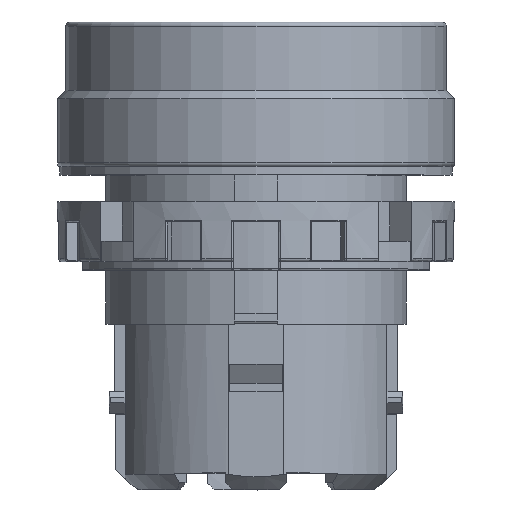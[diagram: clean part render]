
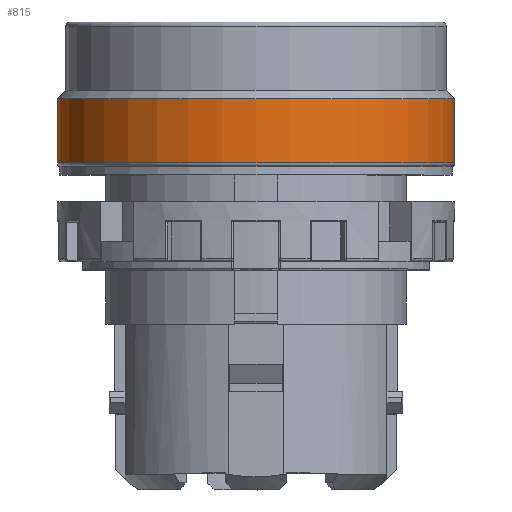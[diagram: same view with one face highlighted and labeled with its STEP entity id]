
A CAD part, top view. The second image highlights one B-rep face of the part: STEP entity #815.
In plain terms, the highlighted cylindrical face has radius 14.4 mm (diameter 28.8 mm), a full revolution.
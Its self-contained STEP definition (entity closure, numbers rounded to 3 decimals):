
#815 = ADVANCED_FACE( '', ( #1865, #1866 ), #1867, .T. );
#1865 = FACE_OUTER_BOUND( '', #3332, .T. );
#1866 = FACE_OUTER_BOUND( '', #3333, .T. );
#1867 = CYLINDRICAL_SURFACE( '', #3334, 14.4 );
#3332 = EDGE_LOOP( '', ( #6153 ) );
#3333 = EDGE_LOOP( '', ( #6154 ) );
#3334 = AXIS2_PLACEMENT_3D( '', #6155, #6156, #6157 );
#6153 = ORIENTED_EDGE( '', *, *, #9245, .T. );
#6154 = ORIENTED_EDGE( '', *, *, #9246, .T. );
#6155 = CARTESIAN_POINT( '', ( 0., 13.5, 0. ) );
#6156 = DIRECTION( '', ( 0., -1., 0. ) );
#6157 = DIRECTION( '', ( -1., 0., 0. ) );
#9245 = EDGE_CURVE( '', #11316, #11316, #11317, .T. );
#9246 = EDGE_CURVE( '', #11318, #11318, #11319, .T. );
#11316 = VERTEX_POINT( '', #14661 );
#11317 = CIRCLE( '', #14662, 14.4 );
#11318 = VERTEX_POINT( '', #14663 );
#11319 = CIRCLE( '', #14664, 14.4 );
#14661 = CARTESIAN_POINT( '', ( -14.4, 4.95, 0. ) );
#14662 = AXIS2_PLACEMENT_3D( '', #17134, #17135, #17136 );
#14663 = CARTESIAN_POINT( '', ( 14.4, 0.3, 0. ) );
#14664 = AXIS2_PLACEMENT_3D( '', #17137, #17138, #17139 );
#17134 = CARTESIAN_POINT( '', ( 0., 4.95, 0. ) );
#17135 = DIRECTION( '', ( 0., -1., 0. ) );
#17136 = DIRECTION( '', ( -1., 0., 0. ) );
#17137 = CARTESIAN_POINT( '', ( 0., 0.3, 0. ) );
#17138 = DIRECTION( '', ( 0., 1., 0. ) );
#17139 = DIRECTION( '', ( 1., 0., 0. ) );
